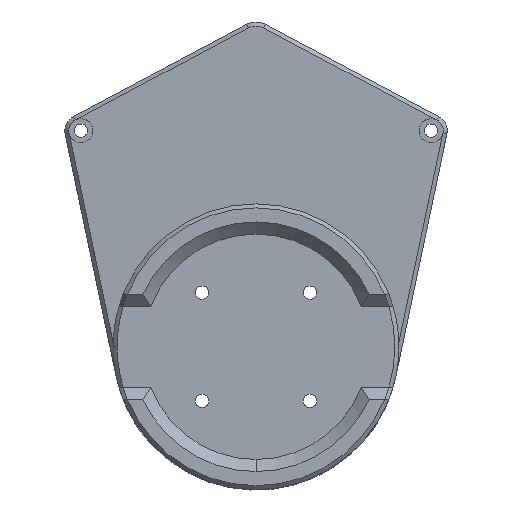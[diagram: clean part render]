
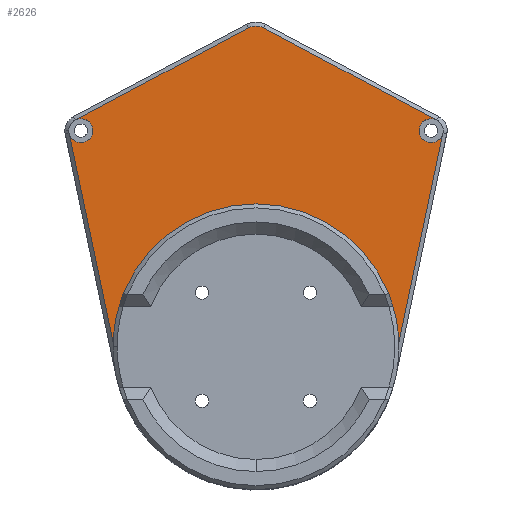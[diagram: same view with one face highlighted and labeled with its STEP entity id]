
A CAD part, top view. The second image highlights one B-rep face of the part: STEP entity #2626.
In plain terms, the highlighted planar face has unit normal (0, 0, 1).
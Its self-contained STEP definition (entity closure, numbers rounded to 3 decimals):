
#146 = DIRECTION ( 'NONE',  ( 1., 0., 0. ) ) ;
#149 = VECTOR ( 'NONE', #3263, 1000. ) ;
#150 = ORIENTED_EDGE ( 'NONE', *, *, #5266, .T. ) ;
#209 = CIRCLE ( 'NONE', #4821, 4. ) ;
#230 = EDGE_CURVE ( 'NONE', #5752, #744, #3521, .T. ) ;
#284 = CARTESIAN_POINT ( 'NONE',  ( 1.879, -54.765, 10. ) ) ;
#286 = ORIENTED_EDGE ( 'NONE', *, *, #3642, .F. ) ;
#305 = CIRCLE ( 'NONE', #885, 3. ) ;
#333 = CARTESIAN_POINT ( 'NONE',  ( 40.51, -80.29, 10. ) ) ;
#388 = ORIENTED_EDGE ( 'NONE', *, *, #5911, .F. ) ;
#389 = CARTESIAN_POINT ( 'NONE',  ( -44.909, -77.662, 10. ) ) ;
#417 = VERTEX_POINT ( 'NONE', #333 ) ;
#473 = EDGE_LOOP ( 'NONE', ( #5979, #150, #2042, #388, #5938, #1115, #4350, #286, #2434, #1529 ) ) ;
#592 = EDGE_CURVE ( 'NONE', #5752, #2473, #305, .T. ) ;
#734 = EDGE_CURVE ( 'NONE', #4151, #1314, #209, .T. ) ;
#744 = VERTEX_POINT ( 'NONE', #5573 ) ;
#758 = CARTESIAN_POINT ( 'NONE',  ( -40.51, -80.29, 10. ) ) ;
#774 = DIRECTION ( 'NONE',  ( -0.883, 0.47, 0. ) ) ;
#882 = CARTESIAN_POINT ( 'NONE',  ( -46.348, -81.264, 10. ) ) ;
#885 = AXIS2_PLACEMENT_3D ( 'NONE', #5024, #3484, #3449 ) ;
#932 = AXIS2_PLACEMENT_3D ( 'NONE', #2545, #2016, #3422 ) ;
#1017 = AXIS2_PLACEMENT_3D ( 'NONE', #1135, #2019, #1227 ) ;
#1039 = CARTESIAN_POINT ( 'NONE',  ( 46.348, -81.264, 10. ) ) ;
#1115 = ORIENTED_EDGE ( 'NONE', *, *, #734, .T. ) ;
#1122 = EDGE_CURVE ( 'NONE', #2504, #4151, #3038, .T. ) ;
#1135 = CARTESIAN_POINT ( 'NONE',  ( -43.51, -80.29, 10. ) ) ;
#1227 = DIRECTION ( 'NONE',  ( 1., 0., 0. ) ) ;
#1314 = VERTEX_POINT ( 'NONE', #3261 ) ;
#1352 = CARTESIAN_POINT ( 'NONE',  ( 43.51, -80.29, 10. ) ) ;
#1529 = ORIENTED_EDGE ( 'NONE', *, *, #230, .T. ) ;
#1546 = VERTEX_POINT ( 'NONE', #2164 ) ;
#1588 = DIRECTION ( 'NONE',  ( 0.206, -0.979, 0. ) ) ;
#1729 = EDGE_CURVE ( 'NONE', #2592, #744, #5301, .T. ) ;
#2016 = DIRECTION ( 'NONE',  ( 0., 0., 1. ) ) ;
#2019 = DIRECTION ( 'NONE',  ( 0., 0., 1. ) ) ;
#2042 = ORIENTED_EDGE ( 'NONE', *, *, #2569, .F. ) ;
#2164 = CARTESIAN_POINT ( 'NONE',  ( -44.582, -77.488, 10. ) ) ;
#2169 = VECTOR ( 'NONE', #774, 1000. ) ;
#2204 = AXIS2_PLACEMENT_3D ( 'NONE', #1352, #4649, #4186 ) ;
#2223 = VECTOR ( 'NONE', #4652, 1000. ) ;
#2413 = VECTOR ( 'NONE', #1588, 1000. ) ;
#2425 = AXIS2_PLACEMENT_3D ( 'NONE', #2509, #3827, #146 ) ;
#2434 = ORIENTED_EDGE ( 'NONE', *, *, #592, .F. ) ;
#2473 = VERTEX_POINT ( 'NONE', #758 ) ;
#2501 = CIRCLE ( 'NONE', #2204, 3. ) ;
#2504 = VERTEX_POINT ( 'NONE', #2678 ) ;
#2509 = CARTESIAN_POINT ( 'NONE',  ( 43.51, -80.29, 10. ) ) ;
#2545 = CARTESIAN_POINT ( 'NONE',  ( 0., 0., 10. ) ) ;
#2569 = EDGE_CURVE ( 'NONE', #417, #4058, #2501, .T. ) ;
#2592 = VERTEX_POINT ( 'NONE', #4894 ) ;
#2626 = ADVANCED_FACE ( 'NONE', ( #3360 ), #5805, .T. ) ;
#2678 = CARTESIAN_POINT ( 'NONE',  ( 44.582, -77.488, 10. ) ) ;
#2680 = CIRCLE ( 'NONE', #1017, 3. ) ;
#2822 = CARTESIAN_POINT ( 'NONE',  ( 0., -58.297, 10. ) ) ;
#2836 = LINE ( 'NONE', #389, #149 ) ;
#3038 = LINE ( 'NONE', #3501, #2169 ) ;
#3114 = EDGE_CURVE ( 'NONE', #1314, #1546, #2836, .T. ) ;
#3163 = DIRECTION ( 'NONE',  ( 1., 0., 0. ) ) ;
#3261 = CARTESIAN_POINT ( 'NONE',  ( -1.879, -54.765, 10. ) ) ;
#3263 = DIRECTION ( 'NONE',  ( -0.883, -0.47, 0. ) ) ;
#3310 = LINE ( 'NONE', #3747, #2223 ) ;
#3360 = FACE_OUTER_BOUND ( 'NONE', #473, .T. ) ;
#3422 = DIRECTION ( 'NONE',  ( 1., 0., 0. ) ) ;
#3449 = DIRECTION ( 'NONE',  ( 1., 0., 0. ) ) ;
#3484 = DIRECTION ( 'NONE',  ( 0., 0., 1. ) ) ;
#3501 = CARTESIAN_POINT ( 'NONE',  ( 1.879, -54.765, 10. ) ) ;
#3521 = LINE ( 'NONE', #4431, #2413 ) ;
#3627 = CARTESIAN_POINT ( 'NONE',  ( 0., -134.074, 10. ) ) ;
#3642 = EDGE_CURVE ( 'NONE', #2473, #1546, #2680, .T. ) ;
#3747 = CARTESIAN_POINT ( 'NONE',  ( 60.739, -12.76, 10. ) ) ;
#3827 = DIRECTION ( 'NONE',  ( 0., 0., 1. ) ) ;
#4058 = VERTEX_POINT ( 'NONE', #1039 ) ;
#4151 = VERTEX_POINT ( 'NONE', #284 ) ;
#4186 = DIRECTION ( 'NONE',  ( 1., 0., 0. ) ) ;
#4350 = ORIENTED_EDGE ( 'NONE', *, *, #3114, .T. ) ;
#4401 = CIRCLE ( 'NONE', #2425, 3. ) ;
#4431 = CARTESIAN_POINT ( 'NONE',  ( -46.424, -80.902, 10. ) ) ;
#4649 = DIRECTION ( 'NONE',  ( 0., 0., 1. ) ) ;
#4652 = DIRECTION ( 'NONE',  ( 0.206, 0.979, 0. ) ) ;
#4747 = DIRECTION ( 'NONE',  ( 1., 0., 0. ) ) ;
#4821 = AXIS2_PLACEMENT_3D ( 'NONE', #2822, #6029, #4747 ) ;
#4894 = CARTESIAN_POINT ( 'NONE',  ( 35.483, -132.979, 10. ) ) ;
#5024 = CARTESIAN_POINT ( 'NONE',  ( -43.51, -80.29, 10. ) ) ;
#5266 = EDGE_CURVE ( 'NONE', #2592, #4058, #3310, .T. ) ;
#5301 = CIRCLE ( 'NONE', #5408, 35.5 ) ;
#5408 = AXIS2_PLACEMENT_3D ( 'NONE', #3627, #5517, #3163 ) ;
#5517 = DIRECTION ( 'NONE',  ( 0., 0., 1. ) ) ;
#5573 = CARTESIAN_POINT ( 'NONE',  ( -35.483, -132.979, 10. ) ) ;
#5752 = VERTEX_POINT ( 'NONE', #882 ) ;
#5805 = PLANE ( 'NONE',  #932 ) ;
#5911 = EDGE_CURVE ( 'NONE', #2504, #417, #4401, .T. ) ;
#5938 = ORIENTED_EDGE ( 'NONE', *, *, #1122, .T. ) ;
#5979 = ORIENTED_EDGE ( 'NONE', *, *, #1729, .F. ) ;
#6029 = DIRECTION ( 'NONE',  ( 0., 0., 1. ) ) ;
